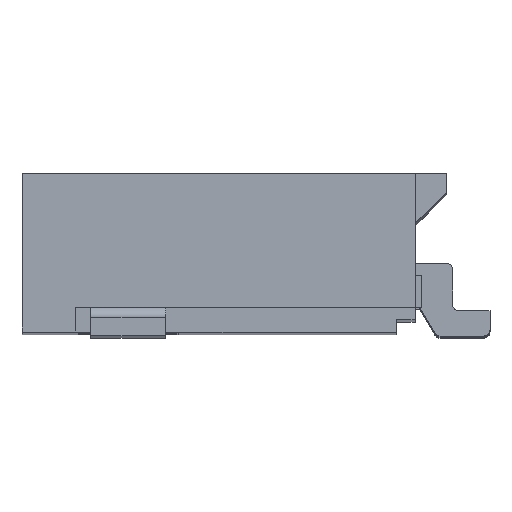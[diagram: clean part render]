
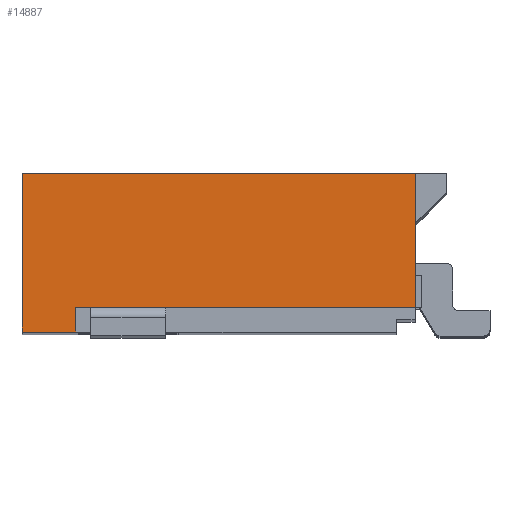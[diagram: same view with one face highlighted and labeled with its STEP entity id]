
A CAD part, top view. The second image highlights one B-rep face of the part: STEP entity #14887.
In plain terms, the highlighted planar face has unit normal (0, 0, 1).
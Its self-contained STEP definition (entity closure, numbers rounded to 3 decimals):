
#1149=DIRECTION('',(0.,-1.,0.));
#1150=VECTOR('',#1149,1.27);
#1151=CARTESIAN_POINT('',(0.,1.27,6.25));
#1152=LINE('13209',#1151,#1150);
#1193=DIRECTION('',(-1.,0.,0.));
#1194=VECTOR('',#1193,3.15);
#1195=CARTESIAN_POINT('',(3.15,1.27,6.25));
#1196=LINE('13210',#1195,#1194);
#1423=DIRECTION('',(1.,0.,0.));
#1424=VECTOR('',#1423,0.43);
#1425=CARTESIAN_POINT('',(0.,0.,6.25));
#1426=LINE('13208',#1425,#1424);
#1431=DIRECTION('',(-1.,0.,0.));
#1432=VECTOR('',#1431,2.72);
#1433=CARTESIAN_POINT('',(3.15,0.2,6.25));
#1434=LINE('13201',#1433,#1432);
#1435=DIRECTION('',(0.,-1.,0.));
#1436=VECTOR('',#1435,1.07);
#1437=CARTESIAN_POINT('',(3.15,1.27,6.25));
#1438=LINE('13187',#1437,#1436);
#1694=DIRECTION('',(0.,-1.,0.));
#1695=VECTOR('',#1694,0.2);
#1696=CARTESIAN_POINT('',(0.43,0.2,6.25));
#1697=LINE('13207',#1696,#1695);
#11321=CARTESIAN_POINT('',(3.15,0.2,6.25));
#11323=VERTEX_POINT('',#11321);
#11325=CARTESIAN_POINT('',(3.15,1.27,6.25));
#11326=VERTEX_POINT('',#11325);
#11345=CARTESIAN_POINT('',(0.43,0.2,6.25));
#11346=VERTEX_POINT('',#11345);
#11353=CARTESIAN_POINT('',(0.43,0.,6.25));
#11354=VERTEX_POINT('',#11353);
#11355=CARTESIAN_POINT('',(0.,0.,6.25));
#11356=VERTEX_POINT('',#11355);
#11357=CARTESIAN_POINT('',(0.,1.27,6.25));
#11358=VERTEX_POINT('',#11357);
#14871=CARTESIAN_POINT('',(1.575,0.635,6.25));
#14872=DIRECTION('',(0.,0.,1.));
#14873=DIRECTION('',(1.,0.,0.));
#14874=AXIS2_PLACEMENT_3D('',#14871,#14872,#14873);
#14875=PLANE('10523',#14874);
#14877=ORIENTED_EDGE('13201',*,*,#14876,.T.);
#14879=ORIENTED_EDGE('13207',*,*,#14878,.T.);
#14880=ORIENTED_EDGE('13208',*,*,#14660,.F.);
#14881=ORIENTED_EDGE('13209',*,*,#13999,.F.);
#14882=ORIENTED_EDGE('13210',*,*,#14096,.F.);
#14884=ORIENTED_EDGE('13187',*,*,#14883,.T.);
#14885=EDGE_LOOP('10523',(#14877,#14879,#14880,#14881,#14882,#14884));
#14886=FACE_OUTER_BOUND('10523',#14885,.F.);
#14887=ADVANCED_FACE('10523',(#14886),#14875,.T.);
#13999=EDGE_CURVE('13209',#11358,#11356,#1152,.T.);
#14096=EDGE_CURVE('13210',#11326,#11358,#1196,.T.);
#14660=EDGE_CURVE('13208',#11356,#11354,#1426,.T.);
#14876=EDGE_CURVE('13201',#11323,#11346,#1434,.T.);
#14878=EDGE_CURVE('13207',#11346,#11354,#1697,.T.);
#14883=EDGE_CURVE('13187',#11326,#11323,#1438,.T.);
